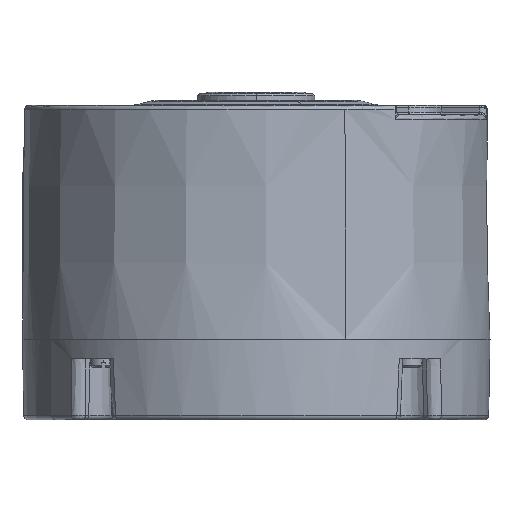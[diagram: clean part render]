
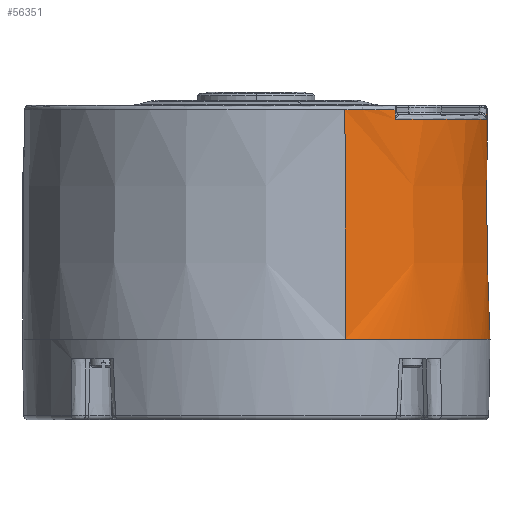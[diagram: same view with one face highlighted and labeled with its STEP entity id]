
A CAD part, front view. The second image highlights one B-rep face of the part: STEP entity #56351.
In plain terms, the highlighted conical face has half-angle 0.5 degrees and reference radius 49.531 mm.
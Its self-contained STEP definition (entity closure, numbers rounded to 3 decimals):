
#15500=CARTESIAN_POINT('',(0.,0.,-87.4));
#15501=DIRECTION('',(0.,0.,-1.));
#15502=DIRECTION('',(-0.383,0.924,0.));
#15503=AXIS2_PLACEMENT_3D('',#15500,#15501,#15502);
#15505=CARTESIAN_POINT('',(-15.09,47.4,-87.4));
#15506=CARTESIAN_POINT('',(-15.056,47.4,-86.239));
#15507=CARTESIAN_POINT('',(-14.989,47.4,-83.929));
#15508=CARTESIAN_POINT('',(-14.89,47.4,-80.495));
#15509=CARTESIAN_POINT('',(-14.824,47.4,-78.228));
#15510=CARTESIAN_POINT('',(-14.791,47.4,-77.1));
#15512=CARTESIAN_POINT('',(0.,0.,-77.1));
#15513=DIRECTION('',(0.,0.,-1.));
#15514=DIRECTION('',(-0.298,0.955,0.));
#15515=AXIS2_PLACEMENT_3D('',#15512,#15513,#15514);
#15517=CARTESIAN_POINT('',(14.791,47.4,-77.1));
#15518=CARTESIAN_POINT('',(14.824,47.4,-78.228));
#15519=CARTESIAN_POINT('',(14.89,47.4,-80.495));
#15520=CARTESIAN_POINT('',(14.989,47.4,-83.929));
#15521=CARTESIAN_POINT('',(15.056,47.4,-86.239));
#15522=CARTESIAN_POINT('',(15.09,47.4,-87.4));
#15524=CARTESIAN_POINT('',(0.,0.,-87.4));
#15525=DIRECTION('',(0.,0.,-1.));
#15526=DIRECTION('',(0.303,0.953,0.));
#15527=AXIS2_PLACEMENT_3D('',#15524,#15525,#15526);
#15529=DIRECTION('',(0.003,-0.008,-1.));
#15530=VECTOR('',#15529,48.811);
#15531=CARTESIAN_POINT('',(18.873,-45.564,
-38.591));
#15532=LINE('',#15531,#15530);
#15533=CARTESIAN_POINT('',(0.,0.,-38.591));
#15534=DIRECTION('',(0.,0.,1.));
#15535=DIRECTION('',(0.383,-0.924,0.));
#15536=AXIS2_PLACEMENT_3D('',#15533,#15534,#15535);
#15538=CARTESIAN_POINT('',(29.542,-39.491,
-38.591));
#15539=CARTESIAN_POINT('',(29.55,-39.487,
-38.813));
#15540=CARTESIAN_POINT('',(29.568,-39.479,
-39.258));
#15541=CARTESIAN_POINT('',(29.594,-39.466,
-39.924));
#15542=CARTESIAN_POINT('',(29.612,-39.458,
-40.369));
#15543=CARTESIAN_POINT('',(29.62,-39.454,
-40.591));
#15545=CARTESIAN_POINT('',(0.,0.,-40.591));
#15546=DIRECTION('',(0.,0.,1.));
#15547=DIRECTION('',(0.6,-0.8,0.));
#15548=AXIS2_PLACEMENT_3D('',#15545,#15546,#15547);
#15550=CARTESIAN_POINT('',(48.978,-5.925,
-40.591));
#15551=CARTESIAN_POINT('',(48.978,-5.915,
-40.369));
#15552=CARTESIAN_POINT('',(48.976,-5.896,
-39.924));
#15553=CARTESIAN_POINT('',(48.974,-5.867,
-39.258));
#15554=CARTESIAN_POINT('',(48.972,-5.848,
-38.813));
#15555=CARTESIAN_POINT('',(48.971,-5.838,
-38.591));
#15557=CARTESIAN_POINT('',(0.,0.,-38.591));
#15558=DIRECTION('',(0.,0.,1.));
#15559=DIRECTION('',(0.993,-0.118,0.));
#15560=AXIS2_PLACEMENT_3D('',#15557,#15558,#15559);
#15562=DIRECTION('',(-0.003,0.008,-1.));
#15563=VECTOR('',#15562,48.811);
#15564=CARTESIAN_POINT('',(-18.873,45.564,
-38.591));
#15565=LINE('',#15564,#15563);
#15632=CARTESIAN_POINT('',(29.542,-39.491,
-38.591));
#15910=CARTESIAN_POINT('',(29.62,-39.454,
-40.591));
#16136=CARTESIAN_POINT('',(48.971,-5.838,
-38.591));
#16338=CARTESIAN_POINT('',(48.978,-5.925,
-40.591));
#47528=CARTESIAN_POINT('',(-18.873,45.564,
-38.591));
#47529=CARTESIAN_POINT('',(18.873,-45.564,
-38.591));
#47530=VERTEX_POINT('',#47528);
#47531=VERTEX_POINT('',#47529);
#47533=VERTEX_POINT('',#15910);
#47559=VERTEX_POINT('',#16338);
#47561=VERTEX_POINT('',#15632);
#47587=VERTEX_POINT('',#16136);
#48237=CARTESIAN_POINT('',(-14.791,47.4,-77.1));
#48238=CARTESIAN_POINT('',(14.791,47.4,-77.1));
#48239=VERTEX_POINT('',#48237);
#48240=VERTEX_POINT('',#48238);
#49341=CARTESIAN_POINT('',(19.036,-45.957,
-87.4));
#49342=CARTESIAN_POINT('',(-19.036,45.957,
-87.4));
#49343=VERTEX_POINT('',#49341);
#49344=VERTEX_POINT('',#49342);
#49345=CARTESIAN_POINT('',(-15.09,47.4,-87.4));
#49346=VERTEX_POINT('',#49345);
#49347=CARTESIAN_POINT('',(15.09,47.4,-87.4));
#49348=VERTEX_POINT('',#49347);
#56324=CARTESIAN_POINT('',(0.,0.,-62.996));
#56325=DIRECTION('',(0.,0.,-1.));
#56326=DIRECTION('',(0.383,-0.924,0.));
#56327=AXIS2_PLACEMENT_3D('',#56324,#56325,#56326);
#56328=CONICAL_SURFACE('',#56327,49.531,0.5);
#56329=ORIENTED_EDGE('',*,*,#52854,.T.);
#56331=ORIENTED_EDGE('',*,*,#56330,.T.);
#56333=ORIENTED_EDGE('',*,*,#56332,.T.);
#56335=ORIENTED_EDGE('',*,*,#56334,.T.);
#56336=ORIENTED_EDGE('',*,*,#52850,.T.);
#56337=ORIENTED_EDGE('',*,*,#52808,.F.);
#56339=ORIENTED_EDGE('',*,*,#56338,.T.);
#56341=ORIENTED_EDGE('',*,*,#56340,.T.);
#56343=ORIENTED_EDGE('',*,*,#56342,.T.);
#56345=ORIENTED_EDGE('',*,*,#56344,.T.);
#56347=ORIENTED_EDGE('',*,*,#56346,.T.);
#56348=ORIENTED_EDGE('',*,*,#52804,.T.);
#56349=EDGE_LOOP('',(#56329,#56331,#56333,#56335,#56336,#56337,#56339,#56341,
#56343,#56345,#56347,#56348));
#56350=FACE_OUTER_BOUND('',#56349,.F.);
#15504=CIRCLE('',#15503,49.744);
#15511=B_SPLINE_CURVE_WITH_KNOTS('',3,(#15505,#15506,#15507,#15508,#15509,
#15510),.UNSPECIFIED.,.F.,.F.,(4,1,1,4),(0.,0.333,
0.667,1.),.UNSPECIFIED.);
#15516=CIRCLE('',#15515,49.654);
#15523=B_SPLINE_CURVE_WITH_KNOTS('',3,(#15517,#15518,#15519,#15520,#15521,
#15522),.UNSPECIFIED.,.F.,.F.,(4,1,1,4),(0.,0.333,
0.667,1.),.UNSPECIFIED.);
#15528=CIRCLE('',#15527,49.744);
#15537=CIRCLE('',#15536,49.318);
#15544=B_SPLINE_CURVE_WITH_KNOTS('',3,(#15538,#15539,#15540,#15541,#15542,
#15543),.UNSPECIFIED.,.F.,.F.,(4,1,1,4),(0.,0.333,
0.667,1.),.UNSPECIFIED.);
#15549=CIRCLE('',#15548,49.335);
#15556=B_SPLINE_CURVE_WITH_KNOTS('',3,(#15550,#15551,#15552,#15553,#15554,
#15555),.UNSPECIFIED.,.F.,.F.,(4,1,1,4),(0.,0.333,
0.667,1.),.UNSPECIFIED.);
#15561=CIRCLE('',#15560,49.318);
#52804=EDGE_CURVE('',#47530,#49344,#15565,.T.);
#52808=EDGE_CURVE('',#47531,#49343,#15532,.T.);
#52850=EDGE_CURVE('',#49348,#49343,#15528,.T.);
#52854=EDGE_CURVE('',#49344,#49346,#15504,.T.);
#56330=EDGE_CURVE('',#49346,#48239,#15511,.T.);
#56332=EDGE_CURVE('',#48239,#48240,#15516,.T.);
#56334=EDGE_CURVE('',#48240,#49348,#15523,.T.);
#56338=EDGE_CURVE('',#47531,#47561,#15537,.T.);
#56340=EDGE_CURVE('',#47561,#47533,#15544,.T.);
#56342=EDGE_CURVE('',#47533,#47559,#15549,.T.);
#56344=EDGE_CURVE('',#47559,#47587,#15556,.T.);
#56346=EDGE_CURVE('',#47587,#47530,#15561,.T.);
#56351=ADVANCED_FACE('',(#56350),#56328,.T.);
